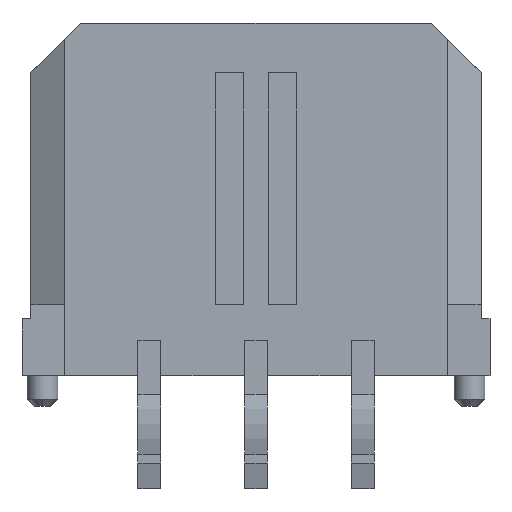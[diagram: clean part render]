
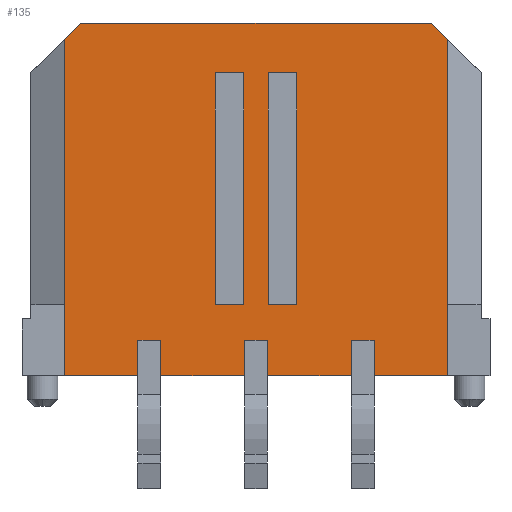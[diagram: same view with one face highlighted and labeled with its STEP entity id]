
A CAD part, front view. The second image highlights one B-rep face of the part: STEP entity #135.
In plain terms, the highlighted planar face has unit normal (0, -1, 0).
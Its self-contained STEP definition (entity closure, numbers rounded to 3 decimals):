
#135=ADVANCED_FACE('',(#480,#481,#482),#483,.T.);
#480=FACE_OUTER_BOUND('',#1060,.T.);
#481=FACE_BOUND('',#1061,.T.);
#482=FACE_BOUND('',#1062,.T.);
#483=PLANE('',#1063);
#1060=EDGE_LOOP('',(#1951,#1952,#1953,#1954,#1955,#1956,#1957,#1958,#1959,#1960,#1961,#1962,#1963,#1964,#1965,#1966,#1967,#1968,#1969,#1970));
#1061=EDGE_LOOP('',(#1971,#1972,#1973,#1974));
#1062=EDGE_LOOP('',(#1975,#1976,#1977,#1978));
#1063=AXIS2_PLACEMENT_3D('',#1979,#1980,#1981);
#1951=ORIENTED_EDGE('',*,*,#4025,.T.);
#1952=ORIENTED_EDGE('',*,*,#4026,.F.);
#1953=ORIENTED_EDGE('',*,*,#4027,.F.);
#1954=ORIENTED_EDGE('',*,*,#4028,.T.);
#1955=ORIENTED_EDGE('',*,*,#4029,.T.);
#1956=ORIENTED_EDGE('',*,*,#4030,.F.);
#1957=ORIENTED_EDGE('',*,*,#4031,.F.);
#1958=ORIENTED_EDGE('',*,*,#4032,.T.);
#1959=ORIENTED_EDGE('',*,*,#4033,.T.);
#1960=ORIENTED_EDGE('',*,*,#4034,.F.);
#1961=ORIENTED_EDGE('',*,*,#4035,.F.);
#1962=ORIENTED_EDGE('',*,*,#4018,.F.);
#1963=ORIENTED_EDGE('',*,*,#4024,.F.);
#1964=ORIENTED_EDGE('',*,*,#3973,.T.);
#1965=ORIENTED_EDGE('',*,*,#4036,.F.);
#1966=ORIENTED_EDGE('',*,*,#3980,.T.);
#1967=ORIENTED_EDGE('',*,*,#4037,.T.);
#1968=ORIENTED_EDGE('',*,*,#4038,.T.);
#1969=ORIENTED_EDGE('',*,*,#4039,.F.);
#1970=ORIENTED_EDGE('',*,*,#4040,.T.);
#1971=ORIENTED_EDGE('',*,*,#4041,.F.);
#1972=ORIENTED_EDGE('',*,*,#4042,.F.);
#1973=ORIENTED_EDGE('',*,*,#4043,.T.);
#1974=ORIENTED_EDGE('',*,*,#4044,.T.);
#1975=ORIENTED_EDGE('',*,*,#4045,.F.);
#1976=ORIENTED_EDGE('',*,*,#4046,.F.);
#1977=ORIENTED_EDGE('',*,*,#4047,.T.);
#1978=ORIENTED_EDGE('',*,*,#4048,.T.);
#1979=CARTESIAN_POINT('',(-6.325,-3.46,4.95));
#1980=DIRECTION('',(0.0,-1.0,0.0));
#1981=DIRECTION('',(0.0,0.0,-1.0));
#3973=EDGE_CURVE('',#4851,#4849,#4852,.T.);
#3980=EDGE_CURVE('',#4861,#4859,#4862,.T.);
#4018=EDGE_CURVE('',#4926,#4927,#4928,.T.);
#4024=EDGE_CURVE('',#4851,#4926,#4935,.T.);
#4025=EDGE_CURVE('',#4936,#4937,#4938,.T.);
#4026=EDGE_CURVE('',#4939,#4937,#4940,.T.);
#4027=EDGE_CURVE('',#4941,#4939,#4942,.T.);
#4028=EDGE_CURVE('',#4941,#4943,#4944,.T.);
#4029=EDGE_CURVE('',#4943,#4945,#4946,.T.);
#4030=EDGE_CURVE('',#4947,#4945,#4948,.T.);
#4031=EDGE_CURVE('',#4949,#4947,#4950,.T.);
#4032=EDGE_CURVE('',#4949,#4951,#4952,.T.);
#4033=EDGE_CURVE('',#4951,#4953,#4954,.T.);
#4034=EDGE_CURVE('',#4955,#4953,#4956,.T.);
#4035=EDGE_CURVE('',#4927,#4955,#4957,.T.);
#4036=EDGE_CURVE('',#4861,#4849,#4958,.T.);
#4037=EDGE_CURVE('',#4859,#4932,#4959,.T.);
#4038=EDGE_CURVE('',#4932,#4960,#4961,.T.);
#4039=EDGE_CURVE('',#4962,#4960,#4963,.T.);
#4040=EDGE_CURVE('',#4962,#4936,#4964,.T.);
#4041=EDGE_CURVE('',#4965,#4966,#4967,.T.);
#4042=EDGE_CURVE('',#4968,#4965,#4969,.T.);
#4043=EDGE_CURVE('',#4968,#4970,#4971,.T.);
#4044=EDGE_CURVE('',#4970,#4966,#4972,.T.);
#4045=EDGE_CURVE('',#4973,#4974,#4975,.T.);
#4046=EDGE_CURVE('',#4976,#4973,#4977,.T.);
#4047=EDGE_CURVE('',#4976,#4978,#4979,.T.);
#4048=EDGE_CURVE('',#4978,#4974,#4980,.T.);
#4849=VERTEX_POINT('',#6157);
#4851=VERTEX_POINT('',#6160);
#4852=LINE('',#6161,#6162);
#4859=VERTEX_POINT('',#6174);
#4861=VERTEX_POINT('',#6177);
#4862=LINE('',#6178,#6179);
#4926=VERTEX_POINT('',#6278);
#4927=VERTEX_POINT('',#6279);
#4928=LINE('',#6280,#6281);
#4932=VERTEX_POINT('',#6288);
#4935=LINE('',#6293,#6294);
#4936=VERTEX_POINT('',#6295);
#4937=VERTEX_POINT('',#6296);
#4938=LINE('',#6297,#6298);
#4939=VERTEX_POINT('',#6299);
#4940=LINE('',#6300,#6301);
#4941=VERTEX_POINT('',#6302);
#4942=LINE('',#6303,#6304);
#4943=VERTEX_POINT('',#6305);
#4944=LINE('',#6306,#6307);
#4945=VERTEX_POINT('',#6308);
#4946=LINE('',#6309,#6310);
#4947=VERTEX_POINT('',#6311);
#4948=LINE('',#6312,#6313);
#4949=VERTEX_POINT('',#6314);
#4950=LINE('',#6315,#6316);
#4951=VERTEX_POINT('',#6317);
#4952=LINE('',#6318,#6319);
#4953=VERTEX_POINT('',#6320);
#4954=LINE('',#6321,#6322);
#4955=VERTEX_POINT('',#6323);
#4956=LINE('',#6324,#6325);
#4957=LINE('',#6326,#6327);
#4958=LINE('',#6328,#6329);
#4959=LINE('',#6330,#6331);
#4960=VERTEX_POINT('',#6332);
#4961=LINE('',#6333,#6334);
#4962=VERTEX_POINT('',#6335);
#4963=LINE('',#6336,#6337);
#4964=LINE('',#6338,#6339);
#4965=VERTEX_POINT('',#6340);
#4966=VERTEX_POINT('',#6341);
#4967=LINE('',#6342,#6343);
#4968=VERTEX_POINT('',#6344);
#4969=LINE('',#6345,#6346);
#4970=VERTEX_POINT('',#6347);
#4971=LINE('',#6348,#6349);
#4972=LINE('',#6350,#6351);
#4973=VERTEX_POINT('',#6352);
#4974=VERTEX_POINT('',#6353);
#4975=LINE('',#6354,#6355);
#4976=VERTEX_POINT('',#6356);
#4977=LINE('',#6357,#6358);
#4978=VERTEX_POINT('',#6359);
#4979=LINE('',#6360,#6361);
#4980=LINE('',#6362,#6363);
#6157=CARTESIAN_POINT('',(4.925,-3.46,4.95));
#6160=CARTESIAN_POINT('',(5.375,-3.46,4.5));
#6161=CARTESIAN_POINT('',(5.375,-3.46,4.5));
#6162=VECTOR('',#7844,0.636);
#6174=CARTESIAN_POINT('',(-5.375,-3.46,4.5));
#6177=CARTESIAN_POINT('',(-4.925,-3.46,4.95));
#6178=CARTESIAN_POINT('',(-4.925,-3.46,4.95));
#6179=VECTOR('',#7851,0.636);
#6278=CARTESIAN_POINT('',(5.375,-3.46,-2.96));
#6279=CARTESIAN_POINT('',(5.375,-3.46,-4.96));
#6280=CARTESIAN_POINT('',(5.375,-3.46,-2.96));
#6281=VECTOR('',#7893,2.0);
#6288=CARTESIAN_POINT('',(-5.375,-3.46,-2.96));
#6293=CARTESIAN_POINT('',(5.375,-3.46,4.5));
#6294=VECTOR('',#7899,7.46);
#6295=CARTESIAN_POINT('',(-3.32,-3.46,-3.96));
#6296=CARTESIAN_POINT('',(-2.68,-3.46,-3.96));
#6297=CARTESIAN_POINT('',(-3.32,-3.46,-3.96));
#6298=VECTOR('',#7900,0.64);
#6299=CARTESIAN_POINT('',(-2.68,-3.46,-4.96));
#6300=CARTESIAN_POINT('',(-2.68,-3.46,-4.96));
#6301=VECTOR('',#7901,1.0);
#6302=CARTESIAN_POINT('',(-0.32,-3.46,-4.96));
#6303=CARTESIAN_POINT('',(-0.32,-3.46,-4.96));
#6304=VECTOR('',#7902,2.36);
#6305=CARTESIAN_POINT('',(-0.32,-3.46,-3.96));
#6306=CARTESIAN_POINT('',(-0.32,-3.46,-4.96));
#6307=VECTOR('',#7903,1.0);
#6308=CARTESIAN_POINT('',(0.32,-3.46,-3.96));
#6309=CARTESIAN_POINT('',(-0.32,-3.46,-3.96));
#6310=VECTOR('',#7904,0.64);
#6311=CARTESIAN_POINT('',(0.32,-3.46,-4.96));
#6312=CARTESIAN_POINT('',(0.32,-3.46,-4.96));
#6313=VECTOR('',#7905,1.0);
#6314=CARTESIAN_POINT('',(2.68,-3.46,-4.96));
#6315=CARTESIAN_POINT('',(2.68,-3.46,-4.96));
#6316=VECTOR('',#7906,2.36);
#6317=CARTESIAN_POINT('',(2.68,-3.46,-3.96));
#6318=CARTESIAN_POINT('',(2.68,-3.46,-4.96));
#6319=VECTOR('',#7907,1.0);
#6320=CARTESIAN_POINT('',(3.32,-3.46,-3.96));
#6321=CARTESIAN_POINT('',(2.68,-3.46,-3.96));
#6322=VECTOR('',#7908,0.64);
#6323=CARTESIAN_POINT('',(3.32,-3.46,-4.96));
#6324=CARTESIAN_POINT('',(3.32,-3.46,-4.96));
#6325=VECTOR('',#7909,1.0);
#6326=CARTESIAN_POINT('',(5.375,-3.46,-4.96));
#6327=VECTOR('',#7910,2.055);
#6328=CARTESIAN_POINT('',(-4.925,-3.46,4.95));
#6329=VECTOR('',#7911,9.85);
#6330=CARTESIAN_POINT('',(-5.375,-3.46,4.5));
#6331=VECTOR('',#7912,7.46);
#6332=CARTESIAN_POINT('',(-5.375,-3.46,-4.96));
#6333=CARTESIAN_POINT('',(-5.375,-3.46,-2.96));
#6334=VECTOR('',#7913,2.0);
#6335=CARTESIAN_POINT('',(-3.32,-3.46,-4.96));
#6336=CARTESIAN_POINT('',(-3.32,-3.46,-4.96));
#6337=VECTOR('',#7914,2.055);
#6338=CARTESIAN_POINT('',(-3.32,-3.46,-4.96));
#6339=VECTOR('',#7915,1.0);
#6340=CARTESIAN_POINT('',(1.15,-3.46,-2.96));
#6341=CARTESIAN_POINT('',(1.15,-3.46,3.55));
#6342=CARTESIAN_POINT('',(1.15,-3.46,-2.96));
#6343=VECTOR('',#7916,6.51);
#6344=CARTESIAN_POINT('',(0.35,-3.46,-2.96));
#6345=CARTESIAN_POINT('',(0.35,-3.46,-2.96));
#6346=VECTOR('',#7917,0.8);
#6347=CARTESIAN_POINT('',(0.35,-3.46,3.55));
#6348=CARTESIAN_POINT('',(0.35,-3.46,-2.96));
#6349=VECTOR('',#7918,6.51);
#6350=CARTESIAN_POINT('',(0.35,-3.46,3.55));
#6351=VECTOR('',#7919,0.8);
#6352=CARTESIAN_POINT('',(-0.35,-3.46,-2.96));
#6353=CARTESIAN_POINT('',(-0.35,-3.46,3.55));
#6354=CARTESIAN_POINT('',(-0.35,-3.46,-2.96));
#6355=VECTOR('',#7920,6.51);
#6356=CARTESIAN_POINT('',(-1.15,-3.46,-2.96));
#6357=CARTESIAN_POINT('',(-1.15,-3.46,-2.96));
#6358=VECTOR('',#7921,0.8);
#6359=CARTESIAN_POINT('',(-1.15,-3.46,3.55));
#6360=CARTESIAN_POINT('',(-1.15,-3.46,-2.96));
#6361=VECTOR('',#7922,6.51);
#6362=CARTESIAN_POINT('',(-1.15,-3.46,3.55));
#6363=VECTOR('',#7923,0.8);
#7844=DIRECTION('',(-0.707,0.0,0.707));
#7851=DIRECTION('',(-0.707,0.0,-0.707));
#7893=DIRECTION('',(0.0,0.0,-1.0));
#7899=DIRECTION('',(0.0,0.0,-1.0));
#7900=DIRECTION('',(1.0,0.0,0.0));
#7901=DIRECTION('',(0.0,0.0,1.0));
#7902=DIRECTION('',(-1.0,0.0,0.0));
#7903=DIRECTION('',(0.0,0.0,1.0));
#7904=DIRECTION('',(1.0,0.0,0.0));
#7905=DIRECTION('',(0.0,0.0,1.0));
#7906=DIRECTION('',(-1.0,0.0,0.0));
#7907=DIRECTION('',(0.0,0.0,1.0));
#7908=DIRECTION('',(1.0,0.0,0.0));
#7909=DIRECTION('',(0.0,0.0,1.0));
#7910=DIRECTION('',(-1.0,0.0,0.0));
#7911=DIRECTION('',(1.0,0.0,0.0));
#7912=DIRECTION('',(0.0,0.0,-1.0));
#7913=DIRECTION('',(0.0,0.0,-1.0));
#7914=DIRECTION('',(-1.0,0.0,0.0));
#7915=DIRECTION('',(0.0,0.0,1.0));
#7916=DIRECTION('',(0.0,0.0,1.0));
#7917=DIRECTION('',(1.0,0.0,0.0));
#7918=DIRECTION('',(0.0,0.0,1.0));
#7919=DIRECTION('',(1.0,0.0,0.0));
#7920=DIRECTION('',(0.0,0.0,1.0));
#7921=DIRECTION('',(1.0,0.0,0.0));
#7922=DIRECTION('',(0.0,0.0,1.0));
#7923=DIRECTION('',(1.0,0.0,0.0));
